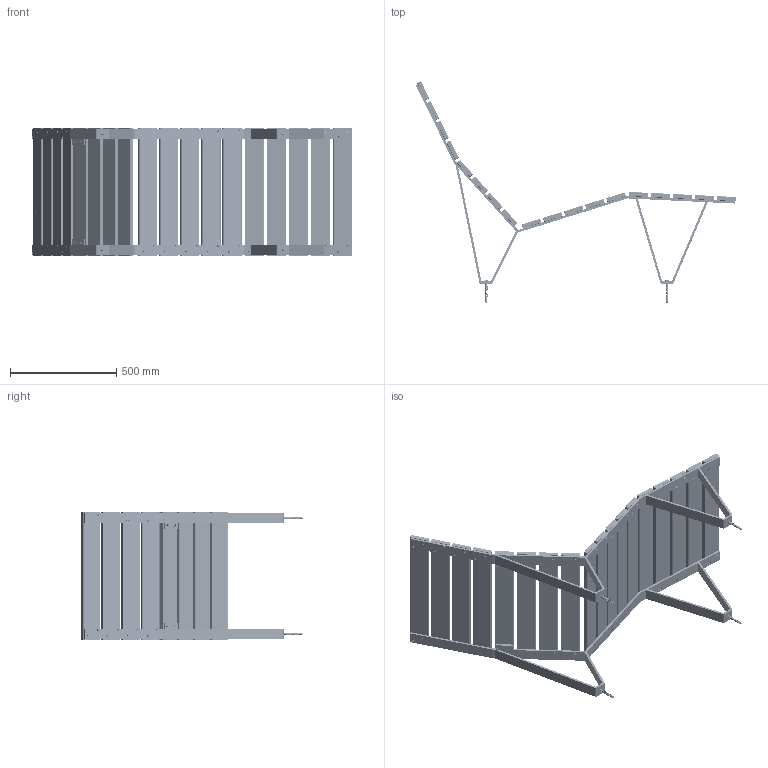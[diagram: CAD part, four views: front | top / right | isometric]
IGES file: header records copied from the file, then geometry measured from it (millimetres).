
Start section: SolidWorks IGES file using analytic representation for surfaces
Global section: file name: Chaise longue Harpo.IGS; native system: SolidWorks 2016; preprocessor: SolidWorks 2016; author: jordi.munoz; date: 170621.114914; units: millimetre
Bounding box: 1508.59 x 1039.82 x 600 mm (x, y, z)
Surface area: 3388754.1 mm2 (no closed solid volume)
Topology: 0 solids, 0 shells, 5875 faces, 65102 edges, 64910 vertices
Faces by surface type: bspline 3380, revolution 2495
